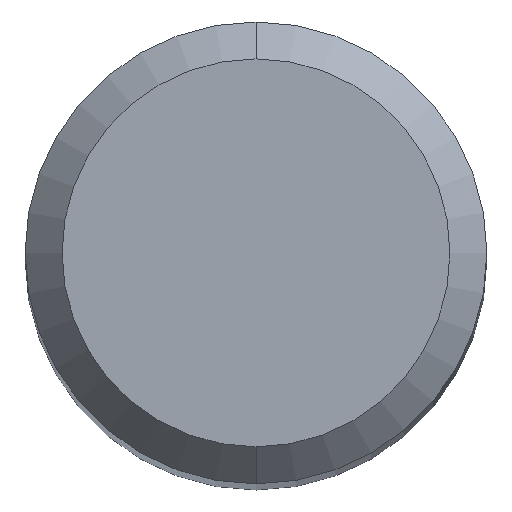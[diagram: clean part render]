
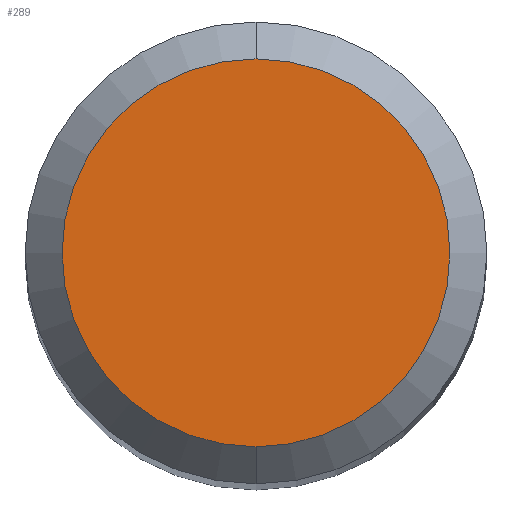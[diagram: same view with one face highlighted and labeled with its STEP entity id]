
A CAD part, top view. The second image highlights one B-rep face of the part: STEP entity #289.
In plain terms, the highlighted planar face has unit normal (0, 0, 1).
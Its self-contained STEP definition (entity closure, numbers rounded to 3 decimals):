
#289=ADVANCED_FACE('',(#591),#592,.T.);
#335=VERTEX_POINT('',#642);
#341=EDGE_CURVE('',#379,#335,#649,.T.);
#379=VERTEX_POINT('',#692);
#407=EDGE_CURVE('',#335,#379,#724,.T.);
#591=FACE_OUTER_BOUND('',#1094,.T.);
#592=PLANE('',#1095);
#642=CARTESIAN_POINT('',(0.0,2.1,37.567));
#649=CIRCLE('',#1202,2.1);
#692=CARTESIAN_POINT('',(0.,-2.1,37.567));
#724=CIRCLE('',#1333,2.1);
#1094=EDGE_LOOP('',(#1551,#1552));
#1095=AXIS2_PLACEMENT_3D('',#1553,#1554,#1555);
#1202=AXIS2_PLACEMENT_3D('',#1617,#1618,#1619);
#1333=AXIS2_PLACEMENT_3D('',#1716,#1717,#1718);
#1551=ORIENTED_EDGE('',*,*,#407,.F.);
#1552=ORIENTED_EDGE('',*,*,#341,.F.);
#1553=CARTESIAN_POINT('',(0.0,1.05,37.567));
#1554=DIRECTION('',(-0.0,0.0,1.0));
#1555=DIRECTION('',(0.0,-1.0,0.0));
#1617=CARTESIAN_POINT('',(0.0,0.0,37.567));
#1618=DIRECTION('',(0.0,0.0,-1.0));
#1619=DIRECTION('',(0.0,1.0,0.0));
#1716=CARTESIAN_POINT('',(0.0,0.0,37.567));
#1717=DIRECTION('',(0.0,0.0,-1.0));
#1718=DIRECTION('',(0.0,1.0,0.0));
